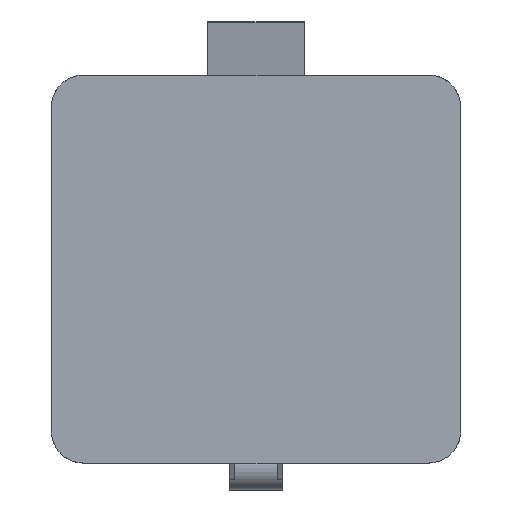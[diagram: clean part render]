
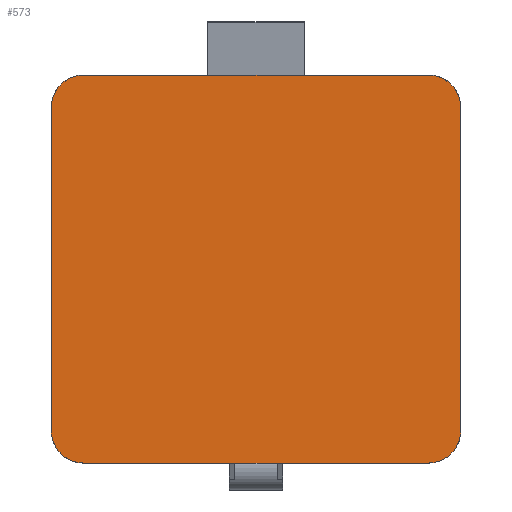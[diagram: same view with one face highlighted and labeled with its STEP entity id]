
A CAD part, front view. The second image highlights one B-rep face of the part: STEP entity #573.
In plain terms, the highlighted planar face has unit normal (0, -1, 0).
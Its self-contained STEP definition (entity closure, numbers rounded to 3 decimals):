
#3 = DIRECTION ( 'NONE',  ( 0., -1., 0. ) ) ;
#14 = EDGE_CURVE ( 'NONE', #462, #507, #743, .T. ) ;
#24 = LINE ( 'NONE', #962, #944 ) ;
#64 = LINE ( 'NONE', #699, #1064 ) ;
#74 = ORIENTED_EDGE ( 'NONE', *, *, #14, .T. ) ;
#104 = DIRECTION ( 'NONE',  ( 0., -1., 0. ) ) ;
#110 = EDGE_LOOP ( 'NONE', ( #986, #301, #477, #571, #74, #704, #813, #1134 ) ) ;
#124 = VERTEX_POINT ( 'NONE', #612 ) ;
#135 = EDGE_CURVE ( 'NONE', #667, #833, #64, .T. ) ;
#221 = CARTESIAN_POINT ( 'NONE',  ( 190., -290., 180. ) ) ;
#233 = DIRECTION ( 'NONE',  ( 1., 0., 0. ) ) ;
#245 = CIRCLE ( 'NONE', #1050, 30. ) ;
#275 = CARTESIAN_POINT ( 'NONE',  ( 160., -290., -150. ) ) ;
#294 = CIRCLE ( 'NONE', #576, 30. ) ;
#301 = ORIENTED_EDGE ( 'NONE', *, *, #755, .T. ) ;
#351 = VECTOR ( 'NONE', #233, 1000. ) ;
#398 = DIRECTION ( 'NONE',  ( 0., -1., 0. ) ) ;
#399 = FACE_OUTER_BOUND ( 'NONE', #110, .T. ) ;
#416 = DIRECTION ( 'NONE',  ( 0., 0., -1. ) ) ;
#439 = EDGE_CURVE ( 'NONE', #124, #462, #1076, .T. ) ;
#449 = DIRECTION ( 'NONE',  ( 0., 0., -1. ) ) ;
#462 = VERTEX_POINT ( 'NONE', #1020 ) ;
#477 = ORIENTED_EDGE ( 'NONE', *, *, #700, .T. ) ;
#481 = CARTESIAN_POINT ( 'NONE',  ( -190., -290., 150. ) ) ;
#498 = DIRECTION ( 'NONE',  ( 0., -1., 0. ) ) ;
#507 = VERTEX_POINT ( 'NONE', #738 ) ;
#530 = CARTESIAN_POINT ( 'NONE',  ( -160., -290., 180. ) ) ;
#542 = VECTOR ( 'NONE', #822, 1000. ) ;
#571 = ORIENTED_EDGE ( 'NONE', *, *, #439, .T. ) ;
#573 = ADVANCED_FACE ( 'NONE', ( #399 ), #605, .T. ) ;
#576 = AXIS2_PLACEMENT_3D ( 'NONE', #957, #3, #449 ) ;
#590 = CARTESIAN_POINT ( 'NONE',  ( -190., -290., 180. ) ) ;
#605 = PLANE ( 'NONE',  #935 ) ;
#612 = CARTESIAN_POINT ( 'NONE',  ( -190., -290., -150. ) ) ;
#616 = VERTEX_POINT ( 'NONE', #773 ) ;
#653 = DIRECTION ( 'NONE',  ( 0., 0., -1. ) ) ;
#667 = VERTEX_POINT ( 'NONE', #530 ) ;
#699 = CARTESIAN_POINT ( 'NONE',  ( -190., -290., 180. ) ) ;
#700 = EDGE_CURVE ( 'NONE', #954, #124, #24, .T. ) ;
#702 = DIRECTION ( 'NONE',  ( 1., 0., 0. ) ) ;
#704 = ORIENTED_EDGE ( 'NONE', *, *, #867, .T. ) ;
#709 = DIRECTION ( 'NONE',  ( 0., 0., -1. ) ) ;
#738 = CARTESIAN_POINT ( 'NONE',  ( 160., -290., -180. ) ) ;
#743 = LINE ( 'NONE', #766, #351 ) ;
#755 = EDGE_CURVE ( 'NONE', #667, #954, #294, .T. ) ;
#766 = CARTESIAN_POINT ( 'NONE',  ( -190., -290., -180. ) ) ;
#773 = CARTESIAN_POINT ( 'NONE',  ( 190., -290., -150. ) ) ;
#813 = ORIENTED_EDGE ( 'NONE', *, *, #988, .F. ) ;
#817 = DIRECTION ( 'NONE',  ( 0., 0., -1. ) ) ;
#822 = DIRECTION ( 'NONE',  ( 0., 0., -1. ) ) ;
#826 = CIRCLE ( 'NONE', #1025, 30. ) ;
#833 = VERTEX_POINT ( 'NONE', #892 ) ;
#867 = EDGE_CURVE ( 'NONE', #507, #616, #245, .T. ) ;
#892 = CARTESIAN_POINT ( 'NONE',  ( 160., -290., 180. ) ) ;
#935 = AXIS2_PLACEMENT_3D ( 'NONE', #590, #498, #416 ) ;
#944 = VECTOR ( 'NONE', #1135, 1000. ) ;
#952 = EDGE_CURVE ( 'NONE', #1121, #833, #826, .T. ) ;
#954 = VERTEX_POINT ( 'NONE', #481 ) ;
#957 = CARTESIAN_POINT ( 'NONE',  ( -160., -290., 150. ) ) ;
#962 = CARTESIAN_POINT ( 'NONE',  ( -190., -290., 180. ) ) ;
#986 = ORIENTED_EDGE ( 'NONE', *, *, #135, .F. ) ;
#988 = EDGE_CURVE ( 'NONE', #1121, #616, #1010, .T. ) ;
#995 = DIRECTION ( 'NONE',  ( 0., -1., 0. ) ) ;
#1005 = CARTESIAN_POINT ( 'NONE',  ( -160., -290., -150. ) ) ;
#1010 = LINE ( 'NONE', #221, #542 ) ;
#1020 = CARTESIAN_POINT ( 'NONE',  ( -160., -290., -180. ) ) ;
#1025 = AXIS2_PLACEMENT_3D ( 'NONE', #1090, #995, #817 ) ;
#1050 = AXIS2_PLACEMENT_3D ( 'NONE', #275, #104, #709 ) ;
#1064 = VECTOR ( 'NONE', #702, 1000. ) ;
#1076 = CIRCLE ( 'NONE', #1132, 30. ) ;
#1090 = CARTESIAN_POINT ( 'NONE',  ( 160., -290., 150. ) ) ;
#1111 = CARTESIAN_POINT ( 'NONE',  ( 190., -290., 150. ) ) ;
#1121 = VERTEX_POINT ( 'NONE', #1111 ) ;
#1132 = AXIS2_PLACEMENT_3D ( 'NONE', #1005, #398, #653 ) ;
#1134 = ORIENTED_EDGE ( 'NONE', *, *, #952, .T. ) ;
#1135 = DIRECTION ( 'NONE',  ( 0., 0., -1. ) ) ;
